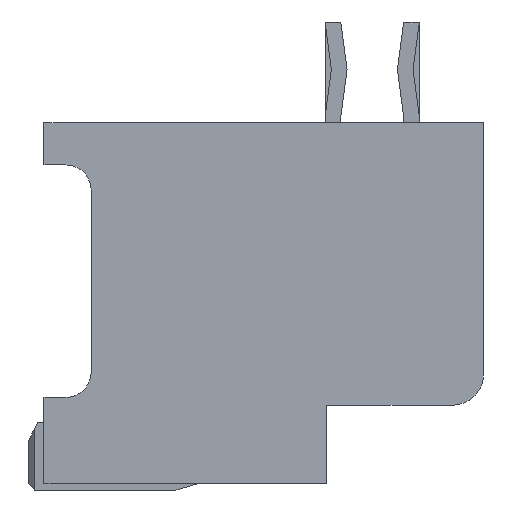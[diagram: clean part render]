
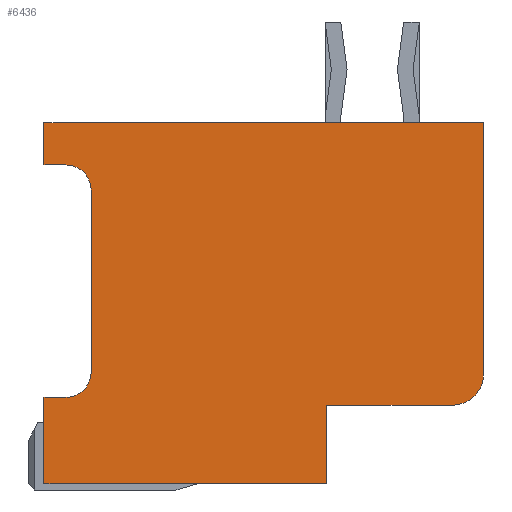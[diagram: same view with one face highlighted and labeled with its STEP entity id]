
A CAD part, left-side view. The second image highlights one B-rep face of the part: STEP entity #6436.
In plain terms, the highlighted planar face has unit normal (-1, 0, 0).
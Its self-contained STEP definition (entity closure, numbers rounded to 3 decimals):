
#1=DIRECTION('',(0.,-1.,0.));
#2=VECTOR('',#1,14.);
#3=CARTESIAN_POINT('',(-8.7,7.,5.05));
#4=LINE('',#3,#2);
#5=DIRECTION('',(0.,0.,-1.));
#6=VECTOR('',#5,8.);
#7=CARTESIAN_POINT('',(-8.7,-7.,5.05));
#8=LINE('',#7,#6);
#9=CARTESIAN_POINT('',(-8.7,-6.,-2.95));
#10=DIRECTION('',(1.,0.,0.));
#11=DIRECTION('',(0.,-1.,0.));
#12=AXIS2_PLACEMENT_3D('',#9,#10,#11);
#14=DIRECTION('',(0.,1.,0.));
#15=VECTOR('',#14,4.);
#16=CARTESIAN_POINT('',(-8.7,-6.,-3.95));
#17=LINE('',#16,#15);
#18=DIRECTION('',(0.,0.,-1.));
#19=VECTOR('',#18,2.5);
#20=CARTESIAN_POINT('',(-8.7,-2.,-3.95));
#21=LINE('',#20,#19);
#22=DIRECTION('',(0.,1.,0.));
#23=VECTOR('',#22,9.);
#24=CARTESIAN_POINT('',(-8.7,-2.,-6.45));
#25=LINE('',#24,#23);
#26=DIRECTION('',(0.,0.,1.));
#27=VECTOR('',#26,2.75);
#28=CARTESIAN_POINT('',(-8.7,7.,-6.45));
#29=LINE('',#28,#27);
#30=DIRECTION('',(0.,-1.,0.));
#31=VECTOR('',#30,0.7);
#32=CARTESIAN_POINT('',(-8.7,7.,-3.7));
#33=LINE('',#32,#31);
#34=CARTESIAN_POINT('',(-8.7,6.3,-2.9));
#35=DIRECTION('',(-1.,0.,0.));
#36=DIRECTION('',(0.,0.,-1.));
#37=AXIS2_PLACEMENT_3D('',#34,#35,#36);
#39=DIRECTION('',(0.,0.,1.));
#40=VECTOR('',#39,5.8);
#41=CARTESIAN_POINT('',(-8.7,5.5,-2.9));
#42=LINE('',#41,#40);
#43=CARTESIAN_POINT('',(-8.7,6.3,2.9));
#44=DIRECTION('',(-1.,0.,0.));
#45=DIRECTION('',(0.,-1.,0.));
#46=AXIS2_PLACEMENT_3D('',#43,#44,#45);
#48=DIRECTION('',(0.,1.,0.));
#49=VECTOR('',#48,0.7);
#50=CARTESIAN_POINT('',(-8.7,6.3,3.7));
#51=LINE('',#50,#49);
#52=DIRECTION('',(0.,0.,1.));
#53=VECTOR('',#52,1.35);
#54=CARTESIAN_POINT('',(-8.7,7.,3.7));
#55=LINE('',#54,#53);
#4839=CARTESIAN_POINT('',(-8.7,7.,5.05));
#4840=CARTESIAN_POINT('',(-8.7,-7.,5.05));
#4841=VERTEX_POINT('',#4839);
#4842=VERTEX_POINT('',#4840);
#4843=CARTESIAN_POINT('',(-8.7,-7.,-2.95));
#4844=VERTEX_POINT('',#4843);
#4845=CARTESIAN_POINT('',(-8.7,-6.,-3.95));
#4846=VERTEX_POINT('',#4845);
#4847=CARTESIAN_POINT('',(-8.7,-2.,-3.95));
#4848=VERTEX_POINT('',#4847);
#4849=CARTESIAN_POINT('',(-8.7,-2.,-6.45));
#4850=VERTEX_POINT('',#4849);
#4851=CARTESIAN_POINT('',(-8.7,7.,-6.45));
#4852=VERTEX_POINT('',#4851);
#4853=CARTESIAN_POINT('',(-8.7,7.,-3.7));
#4854=VERTEX_POINT('',#4853);
#4869=CARTESIAN_POINT('',(-8.7,6.3,-3.7));
#4870=VERTEX_POINT('',#4869);
#4871=CARTESIAN_POINT('',(-8.7,5.5,-2.9));
#4872=VERTEX_POINT('',#4871);
#4873=CARTESIAN_POINT('',(-8.7,5.5,2.9));
#4874=VERTEX_POINT('',#4873);
#4875=CARTESIAN_POINT('',(-8.7,6.3,3.7));
#4876=VERTEX_POINT('',#4875);
#4877=CARTESIAN_POINT('',(-8.7,7.,3.7));
#4878=VERTEX_POINT('',#4877);
#6403=CARTESIAN_POINT('',(-8.7,0.,0.));
#6404=DIRECTION('',(1.,0.,0.));
#6405=DIRECTION('',(0.,0.,-1.));
#6406=AXIS2_PLACEMENT_3D('',#6403,#6404,#6405);
#6407=PLANE('',#6406);
#6409=ORIENTED_EDGE('',*,*,#6408,.T.);
#6411=ORIENTED_EDGE('',*,*,#6410,.T.);
#6413=ORIENTED_EDGE('',*,*,#6412,.T.);
#6415=ORIENTED_EDGE('',*,*,#6414,.T.);
#6417=ORIENTED_EDGE('',*,*,#6416,.T.);
#6419=ORIENTED_EDGE('',*,*,#6418,.T.);
#6421=ORIENTED_EDGE('',*,*,#6420,.T.);
#6423=ORIENTED_EDGE('',*,*,#6422,.T.);
#6425=ORIENTED_EDGE('',*,*,#6424,.T.);
#6427=ORIENTED_EDGE('',*,*,#6426,.T.);
#6429=ORIENTED_EDGE('',*,*,#6428,.T.);
#6431=ORIENTED_EDGE('',*,*,#6430,.T.);
#6433=ORIENTED_EDGE('',*,*,#6432,.T.);
#6434=EDGE_LOOP('',(#6409,#6411,#6413,#6415,#6417,#6419,#6421,#6423,#6425,#6427,
#6429,#6431,#6433));
#6435=FACE_OUTER_BOUND('',#6434,.F.);
#6436=ADVANCED_FACE('',(#6435),#6407,.F.);
#13=CIRCLE('',#12,1.);
#38=CIRCLE('',#37,0.8);
#47=CIRCLE('',#46,0.8);
#6408=EDGE_CURVE('',#4841,#4842,#4,.T.);
#6410=EDGE_CURVE('',#4842,#4844,#8,.T.);
#6412=EDGE_CURVE('',#4844,#4846,#13,.T.);
#6414=EDGE_CURVE('',#4846,#4848,#17,.T.);
#6416=EDGE_CURVE('',#4848,#4850,#21,.T.);
#6418=EDGE_CURVE('',#4850,#4852,#25,.T.);
#6420=EDGE_CURVE('',#4852,#4854,#29,.T.);
#6422=EDGE_CURVE('',#4854,#4870,#33,.T.);
#6424=EDGE_CURVE('',#4870,#4872,#38,.T.);
#6426=EDGE_CURVE('',#4872,#4874,#42,.T.);
#6428=EDGE_CURVE('',#4874,#4876,#47,.T.);
#6430=EDGE_CURVE('',#4876,#4878,#51,.T.);
#6432=EDGE_CURVE('',#4878,#4841,#55,.T.);
